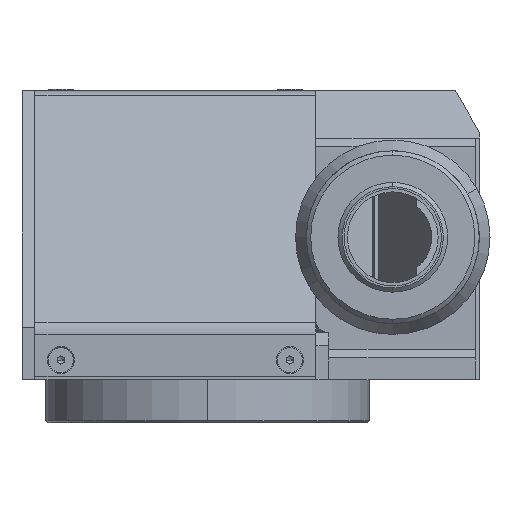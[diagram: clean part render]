
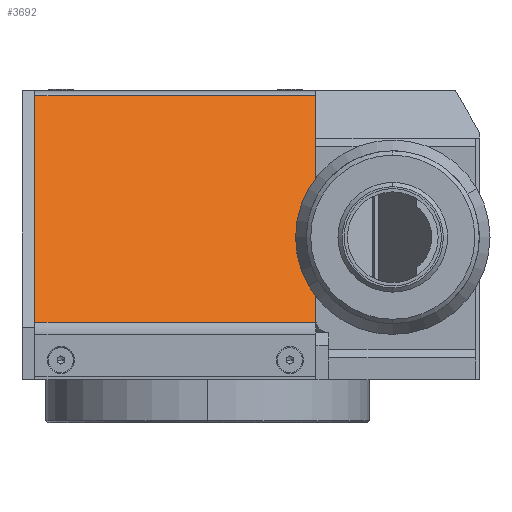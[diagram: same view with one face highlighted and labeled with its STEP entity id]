
A CAD part, left-side view. The second image highlights one B-rep face of the part: STEP entity #3692.
In plain terms, the highlighted planar face has unit normal (-0.707, 0, 0.707).
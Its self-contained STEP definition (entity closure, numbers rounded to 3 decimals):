
#386 = CARTESIAN_POINT ( 'NONE',  ( 18.581, 104., 32.828 ) ) ;
#639 = CARTESIAN_POINT ( 'NONE',  ( -33.828, 104., -19.581 ) ) ;
#1520 = DIRECTION ( 'NONE',  ( -0.707, 0., 0.707 ) ) ;
#1735 = CARTESIAN_POINT ( 'NONE',  ( -33.828, 4., -19.581 ) ) ;
#2532 = VERTEX_POINT ( 'NONE', #3276 ) ;
#2709 = EDGE_CURVE ( 'NONE', #11780, #5550, #7721, .T. ) ;
#3157 = CARTESIAN_POINT ( 'NONE',  ( 18.581, 69., 32.828 ) ) ;
#3276 = CARTESIAN_POINT ( 'NONE',  ( -33.828, 69., -19.581 ) ) ;
#3478 = PLANE ( 'NONE',  #9973 ) ;
#3538 = DIRECTION ( 'NONE',  ( 0.707, 0., 0.707 ) ) ;
#3590 = VECTOR ( 'NONE', #7876, 1000. ) ;
#3651 = EDGE_CURVE ( 'NONE', #2532, #11780, #11671, .T. ) ;
#3692 = ADVANCED_FACE ( 'NONE', ( #9715 ), #3478, .T. ) ;
#4013 = DIRECTION ( 'NONE',  ( 0., -1., 0. ) ) ;
#4850 = EDGE_CURVE ( 'NONE', #7058, #2532, #11637, .T. ) ;
#4922 = VECTOR ( 'NONE', #5230, 1000. ) ;
#5054 = LINE ( 'NONE', #6925, #3590 ) ;
#5230 = DIRECTION ( 'NONE',  ( 0., 1., 0. ) ) ;
#5550 = VERTEX_POINT ( 'NONE', #7772 ) ;
#6149 = VECTOR ( 'NONE', #11551, 1000. ) ;
#6557 = ORIENTED_EDGE ( 'NONE', *, *, #4850, .F. ) ;
#6778 = ORIENTED_EDGE ( 'NONE', *, *, #3651, .F. ) ;
#6925 = CARTESIAN_POINT ( 'NONE',  ( -34.414, 4., -20.167 ) ) ;
#7058 = VERTEX_POINT ( 'NONE', #1735 ) ;
#7374 = VECTOR ( 'NONE', #4013, 1000. ) ;
#7377 = EDGE_CURVE ( 'NONE', #5550, #7058, #5054, .T. ) ;
#7507 = EDGE_LOOP ( 'NONE', ( #9561, #11288, #6778, #6557 ) ) ;
#7721 = LINE ( 'NONE', #386, #7374 ) ;
#7772 = CARTESIAN_POINT ( 'NONE',  ( 18.581, 4., 32.828 ) ) ;
#7876 = DIRECTION ( 'NONE',  ( -0.707, 0., -0.707 ) ) ;
#9561 = ORIENTED_EDGE ( 'NONE', *, *, #7377, .F. ) ;
#9715 = FACE_OUTER_BOUND ( 'NONE', #7507, .T. ) ;
#9973 = AXIS2_PLACEMENT_3D ( 'NONE', #11494, #1520, #3538 ) ;
#11288 = ORIENTED_EDGE ( 'NONE', *, *, #2709, .F. ) ;
#11494 = CARTESIAN_POINT ( 'NONE',  ( -34.414, 104., -20.167 ) ) ;
#11551 = DIRECTION ( 'NONE',  ( 0.707, 0., 0.707 ) ) ;
#11637 = LINE ( 'NONE', #639, #4922 ) ;
#11671 = LINE ( 'NONE', #11728, #6149 ) ;
#11728 = CARTESIAN_POINT ( 'NONE',  ( -34.414, 69., -20.167 ) ) ;
#11780 = VERTEX_POINT ( 'NONE', #3157 ) ;
